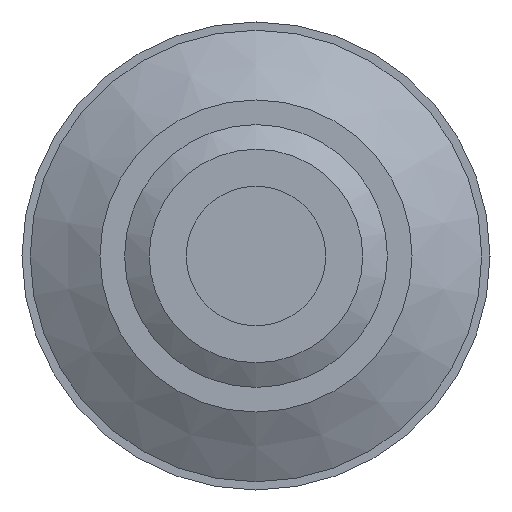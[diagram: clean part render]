
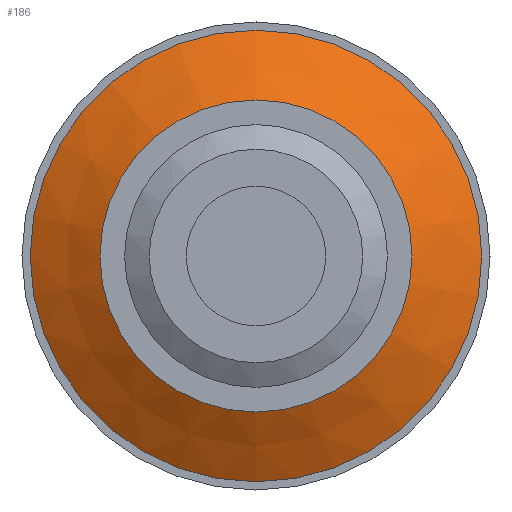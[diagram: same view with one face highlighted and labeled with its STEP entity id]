
A CAD part, front view. The second image highlights one B-rep face of the part: STEP entity #186.
In plain terms, the highlighted conical face has half-angle 60 degrees and reference radius 1.9 mm.
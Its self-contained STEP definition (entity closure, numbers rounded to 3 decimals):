
#69=FACE_BOUND('',#290,.T.);
#70=FACE_BOUND('',#291,.T.);
#109=CONICAL_SURFACE('',#875,1.9,60.);
#186=ADVANCED_FACE('',(#69,#70),#109,.T.);
#290=EDGE_LOOP('',(#501));
#291=EDGE_LOOP('',(#502));
#373=CIRCLE('',#872,1.9);
#374=CIRCLE('',#874,2.75);
#501=ORIENTED_EDGE('',*,*,#725,.F.);
#502=ORIENTED_EDGE('',*,*,#724,.T.);
#636=VERTEX_POINT('',#1380);
#637=VERTEX_POINT('',#1383);
#724=EDGE_CURVE('',#636,#636,#373,.T.);
#725=EDGE_CURVE('',#637,#637,#374,.T.);
#872=AXIS2_PLACEMENT_3D('',#1379,#1049,#1050);
#874=AXIS2_PLACEMENT_3D('',#1382,#1053,#1054);
#875=AXIS2_PLACEMENT_3D('',#1384,#1055,#1056);
#1049=DIRECTION('',(0.,1.,0.));
#1050=DIRECTION('',(0.,0.,1.));
#1053=DIRECTION('',(0.,1.,0.));
#1054=DIRECTION('',(0.,0.,1.));
#1055=DIRECTION('',(0.,1.,0.));
#1056=DIRECTION('',(0.,0.,1.));
#1379=CARTESIAN_POINT('',(0.686,-8.749,6.091));
#1380=CARTESIAN_POINT('',(0.686,-8.749,7.991));
#1382=CARTESIAN_POINT('',(0.686,-8.258,6.091));
#1383=CARTESIAN_POINT('',(0.686,-8.258,8.841));
#1384=CARTESIAN_POINT('',(0.686,-8.749,6.091));
